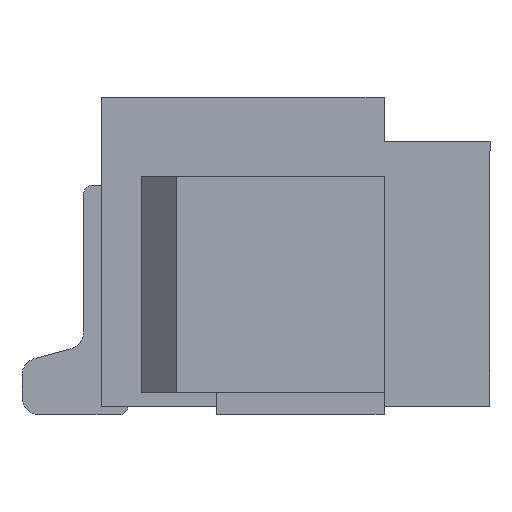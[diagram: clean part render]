
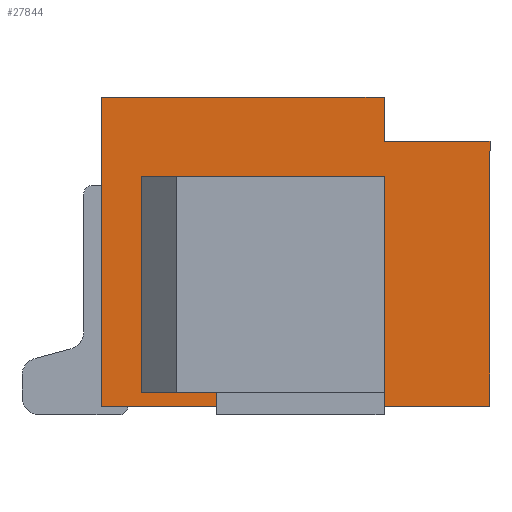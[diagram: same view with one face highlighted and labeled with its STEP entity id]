
A CAD part, left-side view. The second image highlights one B-rep face of the part: STEP entity #27844.
In plain terms, the highlighted planar face has unit normal (-1, 0, 0).
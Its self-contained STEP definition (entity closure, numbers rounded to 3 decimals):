
#23 = VERTEX_POINT ( 'NONE', #7858 ) ;
#773 = VECTOR ( 'NONE', #23473, 1000. ) ;
#957 = CARTESIAN_POINT ( 'NONE',  ( -7.15, -0.45, -1.6 ) ) ;
#1298 = VECTOR ( 'NONE', #2748, 1000. ) ;
#2218 = LINE ( 'NONE', #11264, #2463 ) ;
#2292 = EDGE_CURVE ( 'NONE', #24086, #5390, #28228, .T. ) ;
#2463 = VECTOR ( 'NONE', #25025, 1000. ) ;
#2555 = CARTESIAN_POINT ( 'NONE',  ( -7.15, -3.2, -1.75 ) ) ;
#2603 = ORIENTED_EDGE ( 'NONE', *, *, #2292, .F. ) ;
#2748 = DIRECTION ( 'NONE',  ( 0., -1., 0. ) ) ;
#2981 = CARTESIAN_POINT ( 'NONE',  ( -7.15, -0.45, 0.85 ) ) ;
#3773 = CARTESIAN_POINT ( 'NONE',  ( -7.15, -4.4, -1.75 ) ) ;
#4525 = ORIENTED_EDGE ( 'NONE', *, *, #23914, .T. ) ;
#4584 = ORIENTED_EDGE ( 'NONE', *, *, #16416, .F. ) ;
#4986 = CARTESIAN_POINT ( 'NONE',  ( -7.15, 0., -1.6 ) ) ;
#5390 = VERTEX_POINT ( 'NONE', #17655 ) ;
#5826 = ORIENTED_EDGE ( 'NONE', *, *, #8887, .T. ) ;
#6970 = VECTOR ( 'NONE', #18723, 1000. ) ;
#7142 = EDGE_CURVE ( 'NONE', #10919, #24751, #18661, .T. ) ;
#7774 = CARTESIAN_POINT ( 'NONE',  ( -7.15, -4.4, -1.75 ) ) ;
#7858 = CARTESIAN_POINT ( 'NONE',  ( -7.15, -1.3, 0.85 ) ) ;
#7920 = AXIS2_PLACEMENT_3D ( 'NONE', #2555, #18930, #9765 ) ;
#8887 = EDGE_CURVE ( 'NONE', #25311, #25893, #22900, .T. ) ;
#9072 = ORIENTED_EDGE ( 'NONE', *, *, #10840, .T. ) ;
#9313 = VERTEX_POINT ( 'NONE', #2981 ) ;
#9765 = DIRECTION ( 'NONE',  ( 0., 0., -1. ) ) ;
#9852 = EDGE_LOOP ( 'NONE', ( #25141, #9072, #4584, #11105 ) ) ;
#10014 = DIRECTION ( 'NONE',  ( 0., 0., -1. ) ) ;
#10447 = DIRECTION ( 'NONE',  ( 0., 0., -1. ) ) ;
#10569 = DIRECTION ( 'NONE',  ( 0., 0., -1. ) ) ;
#10602 = LINE ( 'NONE', #957, #24106 ) ;
#10840 = EDGE_CURVE ( 'NONE', #9313, #23, #10906, .T. ) ;
#10906 = LINE ( 'NONE', #20046, #27872 ) ;
#10919 = VERTEX_POINT ( 'NONE', #29164 ) ;
#11105 = ORIENTED_EDGE ( 'NONE', *, *, #7142, .F. ) ;
#11190 = VERTEX_POINT ( 'NONE', #13191 ) ;
#11219 = EDGE_CURVE ( 'NONE', #5390, #11190, #2218, .T. ) ;
#11264 = CARTESIAN_POINT ( 'NONE',  ( -7.15, -3.2, 1.25 ) ) ;
#12278 = LINE ( 'NONE', #21125, #6970 ) ;
#13191 = CARTESIAN_POINT ( 'NONE',  ( -7.15, -3.2, 1.25 ) ) ;
#13572 = DIRECTION ( 'NONE',  ( 0., 0., 1. ) ) ;
#13717 = LINE ( 'NONE', #24973, #27343 ) ;
#14655 = LINE ( 'NONE', #28744, #26673 ) ;
#14917 = CARTESIAN_POINT ( 'NONE',  ( -7.15, 0., -1.75 ) ) ;
#15542 = VECTOR ( 'NONE', #15983, 1000. ) ;
#15983 = DIRECTION ( 'NONE',  ( 0., -1., 0. ) ) ;
#16285 = ORIENTED_EDGE ( 'NONE', *, *, #19910, .F. ) ;
#16416 = EDGE_CURVE ( 'NONE', #24751, #23, #13717, .T. ) ;
#16711 = CARTESIAN_POINT ( 'NONE',  ( -7.15, -3.2, 1.75 ) ) ;
#17164 = ORIENTED_EDGE ( 'NONE', *, *, #28021, .F. ) ;
#17655 = CARTESIAN_POINT ( 'NONE',  ( -7.15, -3.2, 1.75 ) ) ;
#18331 = FACE_BOUND ( 'NONE', #9852, .T. ) ;
#18661 = LINE ( 'NONE', #4986, #1298 ) ;
#18723 = DIRECTION ( 'NONE',  ( 0., -1., 0. ) ) ;
#18930 = DIRECTION ( 'NONE',  ( -1., 0., 0. ) ) ;
#19413 = LINE ( 'NONE', #3773, #22799 ) ;
#19910 = EDGE_CURVE ( 'NONE', #11190, #28759, #12278, .T. ) ;
#20046 = CARTESIAN_POINT ( 'NONE',  ( -7.15, 0., 0.85 ) ) ;
#20304 = EDGE_CURVE ( 'NONE', #9313, #10919, #10602, .T. ) ;
#20596 = PLANE ( 'NONE',  #7920 ) ;
#21125 = CARTESIAN_POINT ( 'NONE',  ( -7.15, -3.2, 1.25 ) ) ;
#22799 = VECTOR ( 'NONE', #10569, 1000. ) ;
#22900 = LINE ( 'NONE', #24702, #15542 ) ;
#23458 = CARTESIAN_POINT ( 'NONE',  ( -7.15, 0., 1.75 ) ) ;
#23473 = DIRECTION ( 'NONE',  ( 0., -1., 0. ) ) ;
#23528 = EDGE_LOOP ( 'NONE', ( #16285, #28594, #2603, #4525, #5826, #17164 ) ) ;
#23914 = EDGE_CURVE ( 'NONE', #24086, #25311, #14655, .T. ) ;
#24086 = VERTEX_POINT ( 'NONE', #23458 ) ;
#24106 = VECTOR ( 'NONE', #10447, 1000. ) ;
#24702 = CARTESIAN_POINT ( 'NONE',  ( -7.15, -3.2, -1.75 ) ) ;
#24751 = VERTEX_POINT ( 'NONE', #29668 ) ;
#24973 = CARTESIAN_POINT ( 'NONE',  ( -7.15, -1.3, -1.6 ) ) ;
#25025 = DIRECTION ( 'NONE',  ( 0., 0., -1. ) ) ;
#25141 = ORIENTED_EDGE ( 'NONE', *, *, #20304, .F. ) ;
#25311 = VERTEX_POINT ( 'NONE', #14917 ) ;
#25409 = CARTESIAN_POINT ( 'NONE',  ( -7.15, -4.4, 1.25 ) ) ;
#25893 = VERTEX_POINT ( 'NONE', #7774 ) ;
#26673 = VECTOR ( 'NONE', #10014, 1000. ) ;
#27343 = VECTOR ( 'NONE', #13572, 1000. ) ;
#27844 = ADVANCED_FACE ( 'NONE', ( #29144, #18331 ), #20596, .T. ) ;
#27872 = VECTOR ( 'NONE', #29306, 1000. ) ;
#28021 = EDGE_CURVE ( 'NONE', #28759, #25893, #19413, .T. ) ;
#28228 = LINE ( 'NONE', #16711, #773 ) ;
#28594 = ORIENTED_EDGE ( 'NONE', *, *, #11219, .F. ) ;
#28744 = CARTESIAN_POINT ( 'NONE',  ( -7.15, 0., -1.75 ) ) ;
#28759 = VERTEX_POINT ( 'NONE', #25409 ) ;
#29144 = FACE_OUTER_BOUND ( 'NONE', #23528, .T. ) ;
#29164 = CARTESIAN_POINT ( 'NONE',  ( -7.15, -0.45, -1.6 ) ) ;
#29306 = DIRECTION ( 'NONE',  ( 0., -1., 0. ) ) ;
#29668 = CARTESIAN_POINT ( 'NONE',  ( -7.15, -1.3, -1.6 ) ) ;
